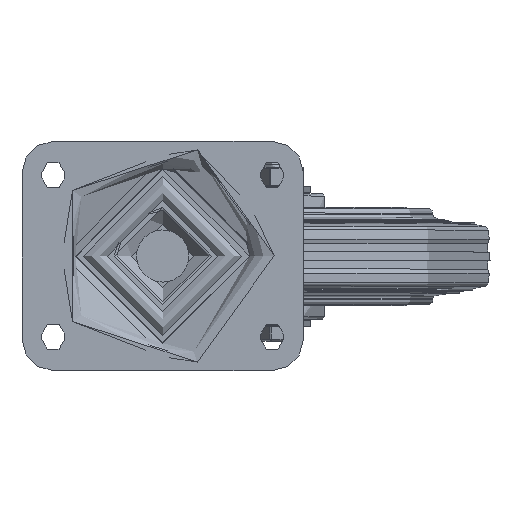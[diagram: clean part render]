
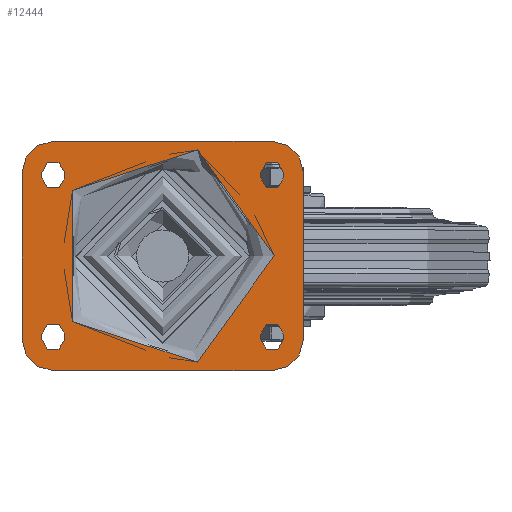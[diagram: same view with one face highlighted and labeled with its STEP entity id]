
A CAD part, top view. The second image highlights one B-rep face of the part: STEP entity #12444.
In plain terms, the highlighted planar face has unit normal (0, 0, 1).
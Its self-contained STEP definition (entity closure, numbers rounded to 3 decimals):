
#254=FACE_BOUND('',#3687,.T.);
#255=FACE_BOUND('',#3688,.T.);
#256=FACE_BOUND('',#3689,.T.);
#257=FACE_BOUND('',#3690,.T.);
#258=FACE_BOUND('',#3691,.T.);
#318=PLANE('',#13432);
#663=LINE('',#19002,#1286);
#664=LINE('',#19003,#1287);
#665=LINE('',#19004,#1288);
#666=LINE('',#19005,#1289);
#667=LINE('',#19008,#1290);
#668=LINE('',#19012,#1291);
#669=LINE('',#19016,#1292);
#670=LINE('',#19020,#1293);
#671=LINE('',#19024,#1294);
#672=LINE('',#19028,#1295);
#673=LINE('',#19032,#1296);
#674=LINE('',#19036,#1297);
#1286=VECTOR('',#14955,1000.);
#1287=VECTOR('',#14956,1000.);
#1288=VECTOR('',#14957,1000.);
#1289=VECTOR('',#14958,1000.);
#1290=VECTOR('',#14959,1000.);
#1291=VECTOR('',#14962,1000.);
#1292=VECTOR('',#14965,1000.);
#1293=VECTOR('',#14968,1000.);
#1294=VECTOR('',#14971,1000.);
#1295=VECTOR('',#14974,1000.);
#1296=VECTOR('',#14977,1000.);
#1297=VECTOR('',#14980,1000.);
#1882=CIRCLE('',#13356,15.);
#1884=CIRCLE('',#13359,15.);
#1886=CIRCLE('',#13362,15.);
#1888=CIRCLE('',#13365,15.);
#1905=CIRCLE('',#13388,53.478);
#1933=CIRCLE('',#13433,5.5);
#1934=CIRCLE('',#13434,5.5);
#1935=CIRCLE('',#13435,5.5);
#1936=CIRCLE('',#13436,5.5);
#1937=CIRCLE('',#13437,5.5);
#1938=CIRCLE('',#13438,5.5);
#1939=CIRCLE('',#13439,5.5);
#1940=CIRCLE('',#13440,5.5);
#2886=FACE_OUTER_BOUND('',#3686,.T.);
#3686=EDGE_LOOP('',(#8377,#8378,#8379,#8380,#8381,#8382,#8383,#8384));
#3687=EDGE_LOOP('',(#8385,#8386,#8387,#8388));
#3688=EDGE_LOOP('',(#8389,#8390,#8391,#8392));
#3689=EDGE_LOOP('',(#8393,#8394,#8395,#8396));
#3690=EDGE_LOOP('',(#8397,#8398,#8399,#8400));
#3691=EDGE_LOOP('',(#8401));
#5060=VERTEX_POINT('',#18536);
#5061=VERTEX_POINT('',#18537);
#5064=VERTEX_POINT('',#18545);
#5065=VERTEX_POINT('',#18546);
#5068=VERTEX_POINT('',#18554);
#5069=VERTEX_POINT('',#18555);
#5072=VERTEX_POINT('',#18563);
#5073=VERTEX_POINT('',#18564);
#5088=VERTEX_POINT('',#18606);
#5119=VERTEX_POINT('',#19006);
#5120=VERTEX_POINT('',#19007);
#5121=VERTEX_POINT('',#19009);
#5122=VERTEX_POINT('',#19011);
#5123=VERTEX_POINT('',#19014);
#5124=VERTEX_POINT('',#19015);
#5125=VERTEX_POINT('',#19017);
#5126=VERTEX_POINT('',#19019);
#5127=VERTEX_POINT('',#19022);
#5128=VERTEX_POINT('',#19023);
#5129=VERTEX_POINT('',#19025);
#5130=VERTEX_POINT('',#19027);
#5131=VERTEX_POINT('',#19030);
#5132=VERTEX_POINT('',#19031);
#5133=VERTEX_POINT('',#19033);
#5134=VERTEX_POINT('',#19035);
#6281=EDGE_CURVE('',#5060,#5061,#1882,.T.);
#6285=EDGE_CURVE('',#5064,#5065,#1884,.T.);
#6289=EDGE_CURVE('',#5068,#5069,#1886,.T.);
#6293=EDGE_CURVE('',#5072,#5073,#1888,.T.);
#6314=EDGE_CURVE('',#5088,#5088,#1905,.T.);
#6361=EDGE_CURVE('',#5065,#5060,#663,.T.);
#6362=EDGE_CURVE('',#5069,#5064,#664,.T.);
#6363=EDGE_CURVE('',#5073,#5068,#665,.T.);
#6364=EDGE_CURVE('',#5061,#5072,#666,.T.);
#6365=EDGE_CURVE('',#5119,#5120,#667,.T.);
#6366=EDGE_CURVE('',#5120,#5121,#1933,.T.);
#6367=EDGE_CURVE('',#5121,#5122,#668,.T.);
#6368=EDGE_CURVE('',#5122,#5119,#1934,.T.);
#6369=EDGE_CURVE('',#5123,#5124,#669,.T.);
#6370=EDGE_CURVE('',#5124,#5125,#1935,.T.);
#6371=EDGE_CURVE('',#5125,#5126,#670,.T.);
#6372=EDGE_CURVE('',#5126,#5123,#1936,.T.);
#6373=EDGE_CURVE('',#5127,#5128,#671,.T.);
#6374=EDGE_CURVE('',#5128,#5129,#1937,.T.);
#6375=EDGE_CURVE('',#5129,#5130,#672,.T.);
#6376=EDGE_CURVE('',#5130,#5127,#1938,.T.);
#6377=EDGE_CURVE('',#5131,#5132,#673,.T.);
#6378=EDGE_CURVE('',#5132,#5133,#1939,.T.);
#6379=EDGE_CURVE('',#5133,#5134,#674,.T.);
#6380=EDGE_CURVE('',#5134,#5131,#1940,.T.);
#8377=ORIENTED_EDGE('',*,*,#6281,.F.);
#8378=ORIENTED_EDGE('',*,*,#6361,.F.);
#8379=ORIENTED_EDGE('',*,*,#6285,.F.);
#8380=ORIENTED_EDGE('',*,*,#6362,.F.);
#8381=ORIENTED_EDGE('',*,*,#6289,.F.);
#8382=ORIENTED_EDGE('',*,*,#6363,.F.);
#8383=ORIENTED_EDGE('',*,*,#6293,.F.);
#8384=ORIENTED_EDGE('',*,*,#6364,.F.);
#8385=ORIENTED_EDGE('',*,*,#6365,.T.);
#8386=ORIENTED_EDGE('',*,*,#6366,.T.);
#8387=ORIENTED_EDGE('',*,*,#6367,.T.);
#8388=ORIENTED_EDGE('',*,*,#6368,.T.);
#8389=ORIENTED_EDGE('',*,*,#6369,.T.);
#8390=ORIENTED_EDGE('',*,*,#6370,.T.);
#8391=ORIENTED_EDGE('',*,*,#6371,.T.);
#8392=ORIENTED_EDGE('',*,*,#6372,.T.);
#8393=ORIENTED_EDGE('',*,*,#6373,.T.);
#8394=ORIENTED_EDGE('',*,*,#6374,.T.);
#8395=ORIENTED_EDGE('',*,*,#6375,.T.);
#8396=ORIENTED_EDGE('',*,*,#6376,.T.);
#8397=ORIENTED_EDGE('',*,*,#6377,.T.);
#8398=ORIENTED_EDGE('',*,*,#6378,.T.);
#8399=ORIENTED_EDGE('',*,*,#6379,.T.);
#8400=ORIENTED_EDGE('',*,*,#6380,.T.);
#8401=ORIENTED_EDGE('',*,*,#6314,.F.);
#12444=ADVANCED_FACE('',(#2886,#254,#255,#256,#257,#258),#318,.T.);
#13356=AXIS2_PLACEMENT_3D('',#18538,#14774,#14775);
#13359=AXIS2_PLACEMENT_3D('',#18547,#14782,#14783);
#13362=AXIS2_PLACEMENT_3D('',#18556,#14790,#14791);
#13365=AXIS2_PLACEMENT_3D('',#18565,#14798,#14799);
#13388=AXIS2_PLACEMENT_3D('',#18607,#14848,#14849);
#13432=AXIS2_PLACEMENT_3D('',#19001,#14953,#14954);
#13433=AXIS2_PLACEMENT_3D('',#19010,#14960,#14961);
#13434=AXIS2_PLACEMENT_3D('',#19013,#14963,#14964);
#13435=AXIS2_PLACEMENT_3D('',#19018,#14966,#14967);
#13436=AXIS2_PLACEMENT_3D('',#19021,#14969,#14970);
#13437=AXIS2_PLACEMENT_3D('',#19026,#14972,#14973);
#13438=AXIS2_PLACEMENT_3D('',#19029,#14975,#14976);
#13439=AXIS2_PLACEMENT_3D('',#19034,#14978,#14979);
#13440=AXIS2_PLACEMENT_3D('',#19037,#14981,#14982);
#14774=DIRECTION('center_axis',(0.,0.,-1.));
#14775=DIRECTION('ref_axis',(-0.707,-0.707,0.));
#14782=DIRECTION('center_axis',(0.,0.,-1.));
#14783=DIRECTION('ref_axis',(0.707,-0.707,0.));
#14790=DIRECTION('center_axis',(0.,0.,-1.));
#14791=DIRECTION('ref_axis',(0.707,0.707,0.));
#14798=DIRECTION('center_axis',(0.,0.,-1.));
#14799=DIRECTION('ref_axis',(-0.707,0.707,0.));
#14848=DIRECTION('center_axis',(0.,0.,1.));
#14849=DIRECTION('ref_axis',(0.,-1.,0.));
#14953=DIRECTION('center_axis',(0.,0.,1.));
#14954=DIRECTION('ref_axis',(1.,0.,0.));
#14955=DIRECTION('',(-1.,0.,0.));
#14956=DIRECTION('',(0.,-1.,0.));
#14957=DIRECTION('',(1.,0.,0.));
#14958=DIRECTION('',(0.,1.,0.));
#14959=DIRECTION('',(0.,1.,0.));
#14960=DIRECTION('center_axis',(0.,0.,-1.));
#14961=DIRECTION('ref_axis',(-1.,0.,0.));
#14962=DIRECTION('',(0.,-1.,0.));
#14963=DIRECTION('center_axis',(0.,0.,-1.));
#14964=DIRECTION('ref_axis',(-1.,0.,0.));
#14965=DIRECTION('',(0.,-1.,0.));
#14966=DIRECTION('center_axis',(0.,0.,-1.));
#14967=DIRECTION('ref_axis',(-1.,0.,0.));
#14968=DIRECTION('',(0.,1.,0.));
#14969=DIRECTION('center_axis',(0.,0.,-1.));
#14970=DIRECTION('ref_axis',(-1.,0.,0.));
#14971=DIRECTION('',(0.,1.,0.));
#14972=DIRECTION('center_axis',(0.,0.,-1.));
#14973=DIRECTION('ref_axis',(1.,0.,0.));
#14974=DIRECTION('',(0.,-1.,0.));
#14975=DIRECTION('center_axis',(0.,0.,-1.));
#14976=DIRECTION('ref_axis',(1.,0.,0.));
#14977=DIRECTION('',(0.,-1.,0.));
#14978=DIRECTION('center_axis',(0.,0.,-1.));
#14979=DIRECTION('ref_axis',(1.,0.,0.));
#14980=DIRECTION('',(0.,1.,0.));
#14981=DIRECTION('center_axis',(0.,0.,-1.));
#14982=DIRECTION('ref_axis',(1.,0.,0.));
#18536=CARTESIAN_POINT('',(-52.5,-55.,0.));
#18537=CARTESIAN_POINT('',(-67.5,-40.,0.));
#18538=CARTESIAN_POINT('Origin',(-52.5,-40.,0.));
#18545=CARTESIAN_POINT('',(67.5,-40.,0.));
#18546=CARTESIAN_POINT('',(52.5,-55.,0.));
#18547=CARTESIAN_POINT('Origin',(52.5,-40.,0.));
#18554=CARTESIAN_POINT('',(52.5,55.,0.));
#18555=CARTESIAN_POINT('',(67.5,40.,0.));
#18556=CARTESIAN_POINT('Origin',(52.5,40.,0.));
#18563=CARTESIAN_POINT('',(-67.5,40.,0.));
#18564=CARTESIAN_POINT('',(-52.5,55.,0.));
#18565=CARTESIAN_POINT('Origin',(-52.5,40.,0.));
#18606=CARTESIAN_POINT('',(53.478,0.,0.));
#18607=CARTESIAN_POINT('Origin',(0.,0.,0.));
#19001=CARTESIAN_POINT('Origin',(0.,0.,0.));
#19002=CARTESIAN_POINT('',(67.5,-55.,0.));
#19003=CARTESIAN_POINT('',(67.5,55.,0.));
#19004=CARTESIAN_POINT('',(-67.5,55.,0.));
#19005=CARTESIAN_POINT('',(-67.5,-55.,0.));
#19006=CARTESIAN_POINT('',(47.,-40.,0.));
#19007=CARTESIAN_POINT('',(47.,-37.5,0.));
#19008=CARTESIAN_POINT('',(47.,-40.,0.));
#19009=CARTESIAN_POINT('',(58.,-37.5,0.));
#19010=CARTESIAN_POINT('Origin',(52.5,-37.5,0.));
#19011=CARTESIAN_POINT('',(58.,-40.,0.));
#19012=CARTESIAN_POINT('',(58.,-40.,0.));
#19013=CARTESIAN_POINT('Origin',(52.5,-40.,0.));
#19014=CARTESIAN_POINT('',(58.,40.,0.));
#19015=CARTESIAN_POINT('',(58.,37.5,0.));
#19016=CARTESIAN_POINT('',(58.,40.,0.));
#19017=CARTESIAN_POINT('',(47.,37.5,0.));
#19018=CARTESIAN_POINT('Origin',(52.5,37.5,0.));
#19019=CARTESIAN_POINT('',(47.,40.,0.));
#19020=CARTESIAN_POINT('',(47.,40.,0.));
#19021=CARTESIAN_POINT('Origin',(52.5,40.,0.));
#19022=CARTESIAN_POINT('',(-58.,-40.,0.));
#19023=CARTESIAN_POINT('',(-58.,-37.5,0.));
#19024=CARTESIAN_POINT('',(-58.,-40.,0.));
#19025=CARTESIAN_POINT('',(-47.,-37.5,0.));
#19026=CARTESIAN_POINT('Origin',(-52.5,-37.5,0.));
#19027=CARTESIAN_POINT('',(-47.,-40.,0.));
#19028=CARTESIAN_POINT('',(-47.,-40.,0.));
#19029=CARTESIAN_POINT('Origin',(-52.5,-40.,0.));
#19030=CARTESIAN_POINT('',(-47.,40.,0.));
#19031=CARTESIAN_POINT('',(-47.,37.5,0.));
#19032=CARTESIAN_POINT('',(-47.,40.,0.));
#19033=CARTESIAN_POINT('',(-58.,37.5,0.));
#19034=CARTESIAN_POINT('Origin',(-52.5,37.5,0.));
#19035=CARTESIAN_POINT('',(-58.,40.,0.));
#19036=CARTESIAN_POINT('',(-58.,40.,0.));
#19037=CARTESIAN_POINT('Origin',(-52.5,40.,0.));
